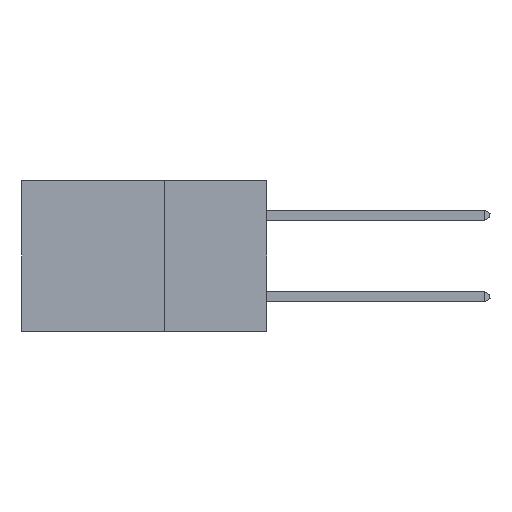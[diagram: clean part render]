
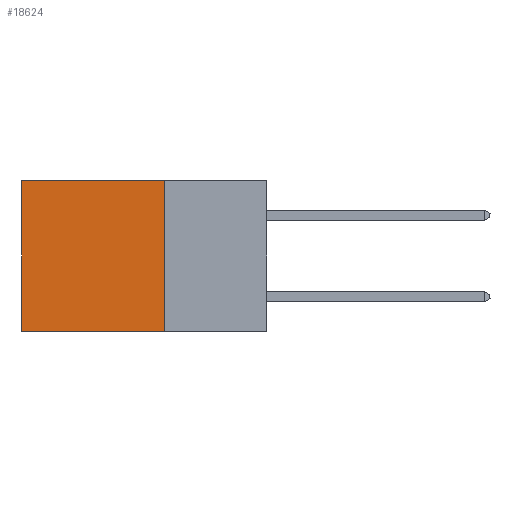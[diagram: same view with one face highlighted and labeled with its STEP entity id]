
A CAD part, left-side view. The second image highlights one B-rep face of the part: STEP entity #18624.
In plain terms, the highlighted planar face has unit normal (-1, 0, 0).
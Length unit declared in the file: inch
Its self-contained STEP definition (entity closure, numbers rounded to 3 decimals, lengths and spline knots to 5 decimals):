
#1634 = VECTOR ( 'NONE', #37427, 39.37008 ) ;
#2765 = DIRECTION ( 'NONE',  ( 1., 0., 0. ) ) ;
#3537 = CARTESIAN_POINT ( 'NONE',  ( 0.2875, 0.25, -0.37 ) ) ;
#4428 = FACE_OUTER_BOUND ( 'NONE', #39101, .T. ) ;
#6494 = CARTESIAN_POINT ( 'NONE',  ( 0.2875, 0.25, 0. ) ) ;
#6728 = VERTEX_POINT ( 'NONE', #32538 ) ;
#6930 = PLANE ( 'NONE',  #42055 ) ;
#8759 = EDGE_CURVE ( 'NONE', #46129, #20603, #32401, .T. ) ;
#10193 = CARTESIAN_POINT ( 'NONE',  ( 0.2875, 0.25, 0. ) ) ;
#10425 = EDGE_CURVE ( 'NONE', #22451, #6728, #25112, .T. ) ;
#14120 = LINE ( 'NONE', #3537, #19381 ) ;
#16055 = DIRECTION ( 'NONE',  ( 0., 0., -1. ) ) ;
#17445 = EDGE_CURVE ( 'NONE', #22451, #46129, #39158, .T. ) ;
#18624 = ADVANCED_FACE ( 'NONE', ( #4428 ), #6930, .F. ) ;
#19381 = VECTOR ( 'NONE', #33547, 39.37008 ) ;
#20603 = VERTEX_POINT ( 'NONE', #46535 ) ;
#21212 = VECTOR ( 'NONE', #16055, 39.37008 ) ;
#21650 = DIRECTION ( 'NONE',  ( 0., 0., -1. ) ) ;
#22451 = VERTEX_POINT ( 'NONE', #6494 ) ;
#22566 = CARTESIAN_POINT ( 'NONE',  ( 0.2875, 0.6, 0. ) ) ;
#25112 = LINE ( 'NONE', #36580, #45054 ) ;
#25972 = DIRECTION ( 'NONE',  ( 0., 0., -1. ) ) ;
#28181 = ORIENTED_EDGE ( 'NONE', *, *, #10425, .F. ) ;
#32401 = LINE ( 'NONE', #34586, #21212 ) ;
#32538 = CARTESIAN_POINT ( 'NONE',  ( 0.2875, 0.25, -0.37 ) ) ;
#33547 = DIRECTION ( 'NONE',  ( 0., 1., 0. ) ) ;
#33740 = ORIENTED_EDGE ( 'NONE', *, *, #33918, .F. ) ;
#33918 = EDGE_CURVE ( 'NONE', #6728, #20603, #14120, .T. ) ;
#34175 = ORIENTED_EDGE ( 'NONE', *, *, #8759, .T. ) ;
#34586 = CARTESIAN_POINT ( 'NONE',  ( 0.2875, 0.6, 0. ) ) ;
#34679 = CARTESIAN_POINT ( 'NONE',  ( 0.2875, 0.25, 0. ) ) ;
#36580 = CARTESIAN_POINT ( 'NONE',  ( 0.2875, 0.25, 0. ) ) ;
#37110 = ORIENTED_EDGE ( 'NONE', *, *, #17445, .T. ) ;
#37427 = DIRECTION ( 'NONE',  ( 0., 1., 0. ) ) ;
#39101 = EDGE_LOOP ( 'NONE', ( #34175, #33740, #28181, #37110 ) ) ;
#39158 = LINE ( 'NONE', #34679, #1634 ) ;
#42055 = AXIS2_PLACEMENT_3D ( 'NONE', #10193, #2765, #25972 ) ;
#45054 = VECTOR ( 'NONE', #21650, 39.37008 ) ;
#46129 = VERTEX_POINT ( 'NONE', #22566 ) ;
#46535 = CARTESIAN_POINT ( 'NONE',  ( 0.2875, 0.6, -0.37 ) ) ;
